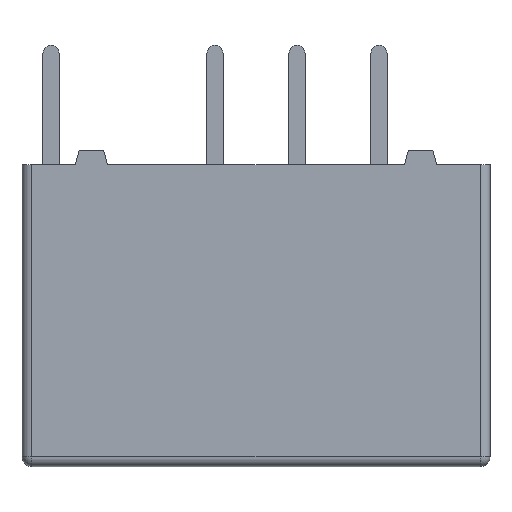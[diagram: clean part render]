
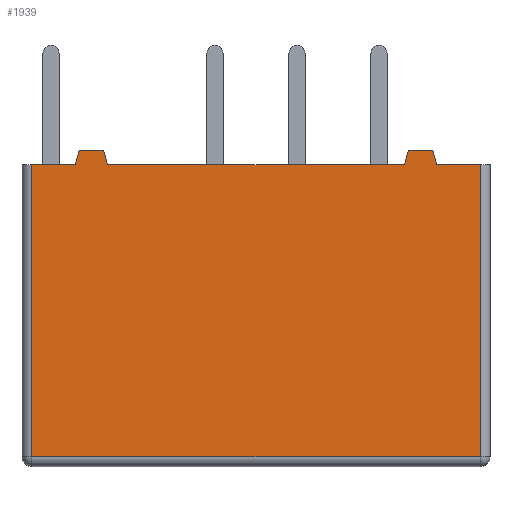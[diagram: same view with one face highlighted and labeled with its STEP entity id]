
A CAD part, front view. The second image highlights one B-rep face of the part: STEP entity #1939.
In plain terms, the highlighted planar face has unit normal (0, -1, 0).
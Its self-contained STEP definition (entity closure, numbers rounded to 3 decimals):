
#116=DIRECTION('',(1.,0.,0.));
#117=VECTOR('',#116,9.2);
#118=CARTESIAN_POINT('',(-4.6,-3.6,-0.45));
#119=LINE('',#118,#117);
#138=DIRECTION('',(1.,0.,0.));
#139=VECTOR('',#138,1.35);
#140=CARTESIAN_POINT('',(5.6,-3.6,-0.45));
#141=LINE('',#140,#139);
#267=DIRECTION('',(1.,0.,0.));
#268=VECTOR('',#267,1.35);
#269=CARTESIAN_POINT('',(-6.95,-3.6,-0.45));
#270=LINE('',#269,#268);
#414=DIRECTION('',(0.,0.,-1.));
#415=VECTOR('',#414,9.05);
#416=CARTESIAN_POINT('',(6.95,-3.6,-0.45));
#417=LINE('',#416,#415);
#421=DIRECTION('',(-1.,0.,0.));
#422=VECTOR('',#421,13.9);
#423=CARTESIAN_POINT('',(6.95,-3.6,-9.5));
#424=LINE('',#423,#422);
#428=DIRECTION('',(0.,0.,-1.));
#429=VECTOR('',#428,9.05);
#430=CARTESIAN_POINT('',(-6.95,-3.6,-0.45));
#431=LINE('',#430,#429);
#435=DIRECTION('',(-0.259,0.,-0.966));
#436=VECTOR('',#435,0.466);
#437=CARTESIAN_POINT('',(-5.479,-3.6,0.));
#438=LINE('',#437,#436);
#442=DIRECTION('',(-1.,0.,0.));
#443=VECTOR('',#442,0.759);
#444=CARTESIAN_POINT('',(-4.721,-3.6,0.));
#445=LINE('',#444,#443);
#449=DIRECTION('',(-0.259,0.,0.966));
#450=VECTOR('',#449,0.466);
#451=CARTESIAN_POINT('',(-4.6,-3.6,-0.45));
#452=LINE('',#451,#450);
#456=DIRECTION('',(-0.259,0.,-0.966));
#457=VECTOR('',#456,0.466);
#458=CARTESIAN_POINT('',(4.721,-3.6,0.));
#459=LINE('',#458,#457);
#463=DIRECTION('',(-1.,0.,0.));
#464=VECTOR('',#463,0.759);
#465=CARTESIAN_POINT('',(5.479,-3.6,0.));
#466=LINE('',#465,#464);
#470=DIRECTION('',(-0.259,0.,0.966));
#471=VECTOR('',#470,0.466);
#472=CARTESIAN_POINT('',(5.6,-3.6,-0.45));
#473=LINE('',#472,#471);
#1450=CARTESIAN_POINT('',(5.479,-3.6,0.));
#1451=CARTESIAN_POINT('',(4.721,-3.6,0.));
#1452=VERTEX_POINT('',#1450);
#1453=VERTEX_POINT('',#1451);
#1454=CARTESIAN_POINT('',(-4.721,-3.6,0.));
#1455=CARTESIAN_POINT('',(-5.479,-3.6,0.));
#1456=VERTEX_POINT('',#1454);
#1457=VERTEX_POINT('',#1455);
#1466=CARTESIAN_POINT('',(-4.6,-3.6,-0.45));
#1467=CARTESIAN_POINT('',(4.6,-3.6,-0.45));
#1468=VERTEX_POINT('',#1466);
#1469=VERTEX_POINT('',#1467);
#1470=CARTESIAN_POINT('',(5.6,-3.6,-0.45));
#1471=VERTEX_POINT('',#1470);
#1472=CARTESIAN_POINT('',(-5.6,-3.6,-0.45));
#1473=VERTEX_POINT('',#1472);
#1530=CARTESIAN_POINT('',(6.95,-3.6,-0.45));
#1532=VERTEX_POINT('',#1530);
#1536=CARTESIAN_POINT('',(6.95,-3.6,-9.5));
#1537=VERTEX_POINT('',#1536);
#1539=CARTESIAN_POINT('',(-6.95,-3.6,-0.45));
#1541=VERTEX_POINT('',#1539);
#1542=CARTESIAN_POINT('',(-6.95,-3.6,-9.5));
#1543=VERTEX_POINT('',#1542);
#1912=CARTESIAN_POINT('',(-7.25,-3.6,-0.45));
#1913=DIRECTION('',(0.,-1.,0.));
#1914=DIRECTION('',(1.,0.,0.));
#1915=AXIS2_PLACEMENT_3D('',#1912,#1913,#1914);
#1916=PLANE('',#1915);
#1918=ORIENTED_EDGE('',*,*,#1917,.T.);
#1920=ORIENTED_EDGE('',*,*,#1919,.T.);
#1921=ORIENTED_EDGE('',*,*,#1904,.F.);
#1922=ORIENTED_EDGE('',*,*,#1781,.T.);
#1924=ORIENTED_EDGE('',*,*,#1923,.F.);
#1926=ORIENTED_EDGE('',*,*,#1925,.F.);
#1928=ORIENTED_EDGE('',*,*,#1927,.F.);
#1929=ORIENTED_EDGE('',*,*,#1723,.T.);
#1931=ORIENTED_EDGE('',*,*,#1930,.F.);
#1933=ORIENTED_EDGE('',*,*,#1932,.F.);
#1935=ORIENTED_EDGE('',*,*,#1934,.F.);
#1936=ORIENTED_EDGE('',*,*,#1737,.T.);
#1937=EDGE_LOOP('',(#1918,#1920,#1921,#1922,#1924,#1926,#1928,#1929,#1931,#1933,
#1935,#1936));
#1938=FACE_OUTER_BOUND('',#1937,.F.);
#1939=ADVANCED_FACE('',(#1938),#1916,.T.);
#1723=EDGE_CURVE('',#1468,#1469,#119,.T.);
#1737=EDGE_CURVE('',#1471,#1532,#141,.T.);
#1781=EDGE_CURVE('',#1541,#1473,#270,.T.);
#1904=EDGE_CURVE('',#1541,#1543,#431,.T.);
#1917=EDGE_CURVE('',#1532,#1537,#417,.T.);
#1919=EDGE_CURVE('',#1537,#1543,#424,.T.);
#1923=EDGE_CURVE('',#1457,#1473,#438,.T.);
#1925=EDGE_CURVE('',#1456,#1457,#445,.T.);
#1927=EDGE_CURVE('',#1468,#1456,#452,.T.);
#1930=EDGE_CURVE('',#1453,#1469,#459,.T.);
#1932=EDGE_CURVE('',#1452,#1453,#466,.T.);
#1934=EDGE_CURVE('',#1471,#1452,#473,.T.);
